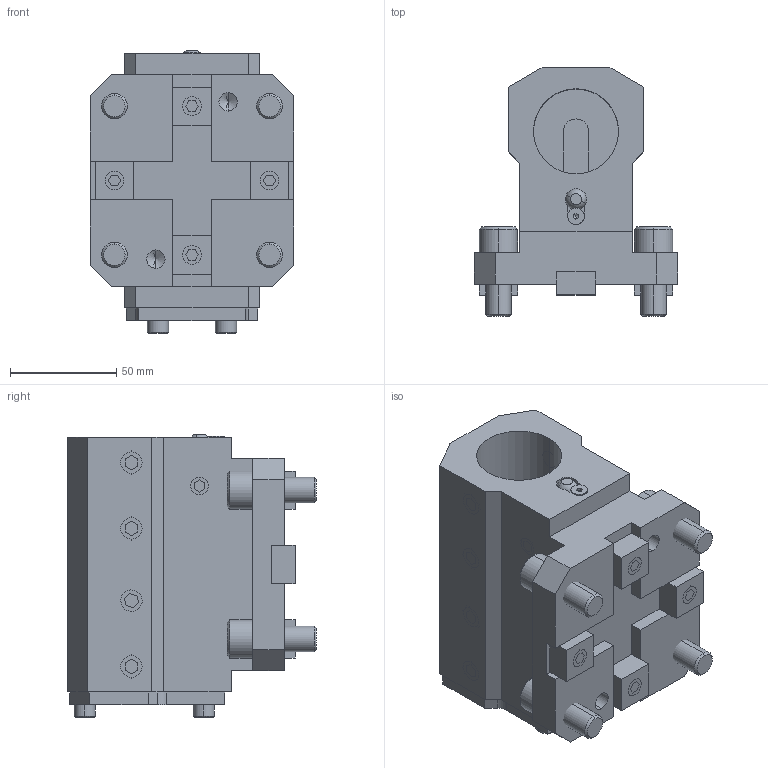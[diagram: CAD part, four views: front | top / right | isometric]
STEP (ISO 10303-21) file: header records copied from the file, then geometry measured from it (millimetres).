
FILE_DESCRIPTION (( 'STEP AP214' ), '1' );
FILE_NAME ('B65 BTH 18-40 CH72 L120.STEP', '2020-12-21T04:14:21', ( '' ), ( '' ), 'SwSTEP 2.0', 'SolidWorks 2017', '' );
FILE_SCHEMA (( 'AUTOMOTIVE_DESIGN' ));
Length unit declared in the file: millimetre
Products named in the file (1): B65 BTH 18-40 CH72 L120
Bounding box: 96 x 117 x 133.19 mm (x, y, z)
Volume: 621898.6 mm3; surface area: 112367.8 mm2
Topology: 31 solids, 31 shells, 615 faces, 1365 edges, 813 vertices
Faces by surface type: plane 364, cone 128, cylinder 91, torus 30, sphere 2
Entity records: 16906 total; most frequent: DIRECTION 2960, CARTESIAN_POINT 2936, ORIENTED_EDGE 2648, EDGE_CURVE 1324, AXIS2_PLACEMENT_3D 1030, VECTOR 900, LINE 900, VERTEX_POINT 810
